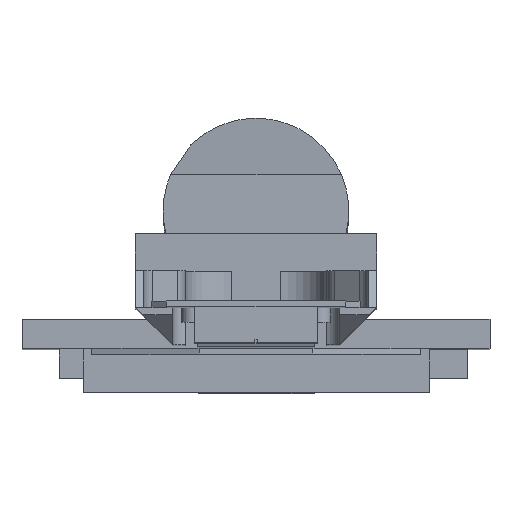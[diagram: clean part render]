
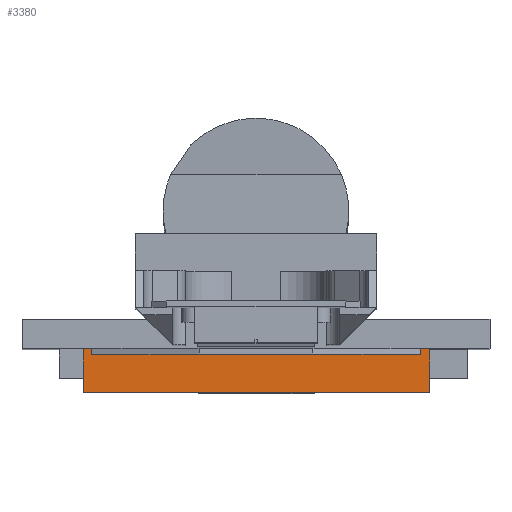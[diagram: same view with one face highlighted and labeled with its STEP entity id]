
A CAD part, top view. The second image highlights one B-rep face of the part: STEP entity #3380.
In plain terms, the highlighted face is planar.
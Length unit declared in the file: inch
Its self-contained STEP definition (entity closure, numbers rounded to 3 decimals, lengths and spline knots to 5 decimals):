
#209=PLANE('',#3738);
#338=FACE_OUTER_BOUND('',#524,.T.);
#524=EDGE_LOOP('',(#2346,#2347,#2348,#2349));
#731=LINE('',#4929,#1079);
#732=LINE('',#4932,#1080);
#733=LINE('',#4934,#1081);
#734=LINE('',#4935,#1082);
#1079=VECTOR('',#4030,0.3937);
#1080=VECTOR('',#4033,0.3937);
#1081=VECTOR('',#4034,0.3937);
#1082=VECTOR('',#4035,0.3937);
#1506=VERTEX_POINT('',#4923);
#1508=VERTEX_POINT('',#4927);
#1509=VERTEX_POINT('',#4931);
#1510=VERTEX_POINT('',#4933);
#1843=EDGE_CURVE('',#1506,#1508,#731,.T.);
#1844=EDGE_CURVE('',#1506,#1509,#732,.T.);
#1845=EDGE_CURVE('',#1510,#1508,#733,.T.);
#1846=EDGE_CURVE('',#1509,#1510,#734,.T.);
#2346=ORIENTED_EDGE('',*,*,#1844,.F.);
#2347=ORIENTED_EDGE('',*,*,#1843,.T.);
#2348=ORIENTED_EDGE('',*,*,#1845,.F.);
#2349=ORIENTED_EDGE('',*,*,#1846,.F.);
#3380=ADVANCED_FACE('',(#338),#209,.T.);
#3738=AXIS2_PLACEMENT_3D('',#4930,#4031,#4032);
#4030=DIRECTION('',(0.,0.,1.));
#4031=DIRECTION('center_axis',(0.,-1.,0.));
#4032=DIRECTION('ref_axis',(1.,0.,0.));
#4033=DIRECTION('',(-1.,0.,0.));
#4034=DIRECTION('',(1.,0.,0.));
#4035=DIRECTION('',(0.,0.,1.));
#4923=CARTESIAN_POINT('',(0.23284,-0.2647,0.));
#4927=CARTESIAN_POINT('',(0.23284,-0.2647,0.05906));
#4929=CARTESIAN_POINT('',(0.23284,-0.2647,0.));
#4930=CARTESIAN_POINT('Origin',(-0.23376,-0.2647,0.));
#4931=CARTESIAN_POINT('',(-0.23376,-0.2647,0.));
#4932=CARTESIAN_POINT('',(-0.11688,-0.2647,0.));
#4933=CARTESIAN_POINT('',(-0.23376,-0.2647,0.05906));
#4934=CARTESIAN_POINT('',(0.23284,-0.2647,0.05906));
#4935=CARTESIAN_POINT('',(-0.23376,-0.2647,0.));
